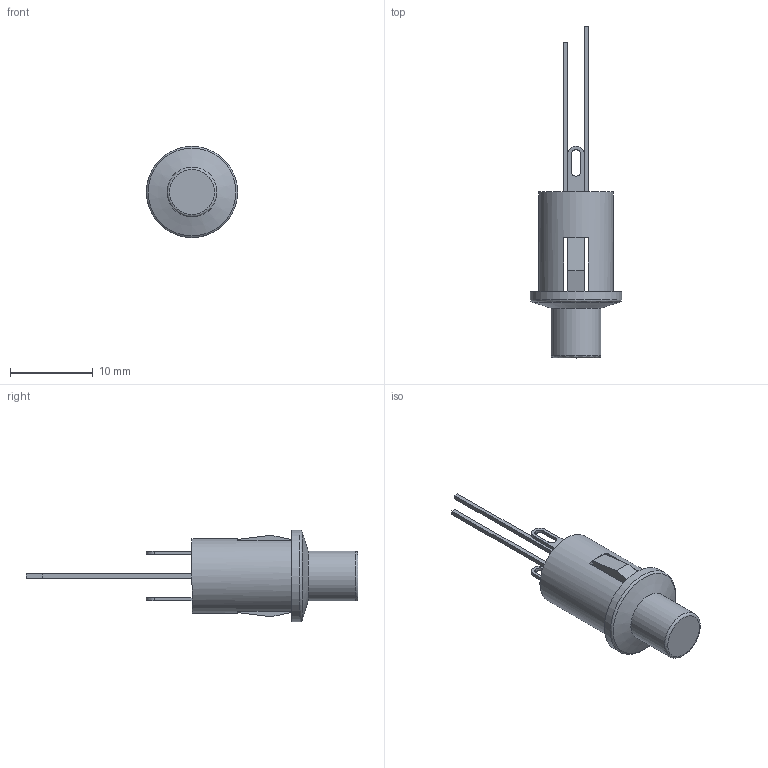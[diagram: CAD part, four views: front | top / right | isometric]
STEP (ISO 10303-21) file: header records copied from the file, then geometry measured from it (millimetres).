
FILE_DESCRIPTION(('FreeCAD Model'),'2;1');
FILE_NAME('TRU_TC-R13-529BLYL.step','2021-01-25T14:32:38',('Author') ,(''),'Open CASCADE STEP processor 7.3','FreeCAD','Unknown');
FILE_SCHEMA(('AUTOMOTIVE_DESIGN { 1 0 10303 214 1 1 1 1 }'));
Length unit declared in the file: millimetre
Products named in the file (1): TRU_TC-R13-529BLYL
Bounding box: 11 x 40 x 11 mm (x, y, z)
Volume: 969.3 mm3; surface area: 1119.8 mm2
Topology: 8 solids, 8 shells, 66 faces, 148 edges, 95 vertices
Faces by surface type: plane 53, cylinder 10, revolution 2, cone 1
Full cylindrical faces by diameter (mm): 6 x2, 9 x1, 11 x1
Entity records: 4263 total; most frequent: CARTESIAN_POINT 700, DIRECTION 593, LINE 369, VECTOR 369, ORIENTED_EDGE 296, PCURVE 296, DEFINITIONAL_REPRESENTATION 296, EDGE_CURVE 148
